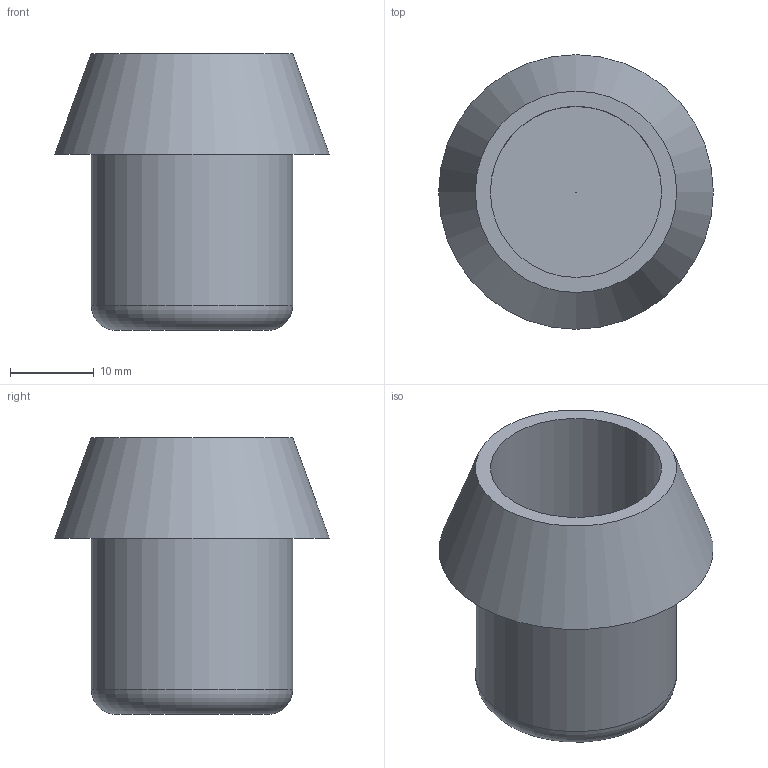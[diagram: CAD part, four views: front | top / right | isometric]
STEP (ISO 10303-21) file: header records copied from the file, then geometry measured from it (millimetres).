
FILE_DESCRIPTION((('zoo.dev export')), '2;1');
FILE_NAME('dump.step', '2024-12-14T03:16:16.246519756+00:00', ('Author unknown'), ('Organization unknown'), 'zoo.dev beta', 'zoo.dev', 'Authorization unknown');
FILE_SCHEMA(('AP203_CONFIGURATION_CONTROLLED_3D_DESIGN_OF_MECHANICAL_PARTS_AND_ASSEMBLIES_MIM_LF'));
Length unit declared in the file: metre
Products named in the file (1): UNIDENTIFIED_PRODUCT
Bounding box: 32.74 x 32.74 x 33 mm (x, y, z)
Volume: 11381.9 mm3; surface area: 5025.2 mm2
Topology: 1 solids, 1 shells, 9 faces, 14 edges, 9 vertices
Faces by surface type: plane 4, cylinder 3, bspline 1, torus 1
Full cylindrical faces by diameter (mm): 0.002 x1, 20.4 x1, 24 x1
Entity records: 246 total; most frequent: CARTESIAN_POINT 53, DIRECTION 40, AXIS2_PLACEMENT_3D 18, EDGE_CURVE 18, ORIENTED_EDGE 18, EDGE_LOOP 18, FACE_BOUND 18, CIRCLE 10
